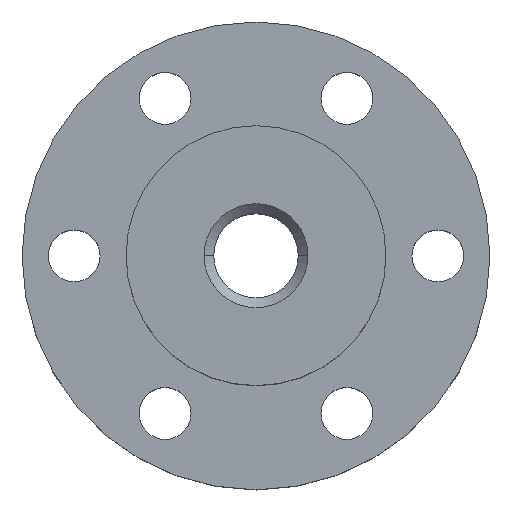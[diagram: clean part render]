
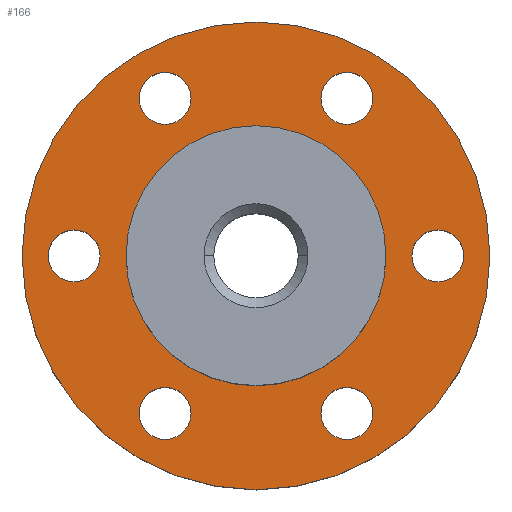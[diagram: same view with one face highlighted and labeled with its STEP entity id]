
A CAD part, top view. The second image highlights one B-rep face of the part: STEP entity #166.
In plain terms, the highlighted planar face has unit normal (0, 0, 1).
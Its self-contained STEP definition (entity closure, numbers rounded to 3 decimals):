
#152=EDGE_CURVE('',#224,#344,#424,.T.);
#166=ADVANCED_FACE('',(#439,#440,#441,#442,#443,#444,#445,#446),#447,.T.);
#168=VERTEX_POINT('',#449);
#200=EDGE_CURVE('',#400,#168,#482,.T.);
#202=VERTEX_POINT('',#484);
#206=VERTEX_POINT('',#488);
#208=EDGE_CURVE('',#206,#294,#490,.T.);
#210=VERTEX_POINT('',#492);
#224=VERTEX_POINT('',#508);
#230=EDGE_CURVE('',#248,#242,#515,.T.);
#232=EDGE_CURVE('',#278,#322,#517,.T.);
#236=EDGE_CURVE('',#344,#224,#521,.T.);
#242=VERTEX_POINT('',#528);
#248=VERTEX_POINT('',#535);
#278=VERTEX_POINT('',#570);
#280=VERTEX_POINT('',#572);
#294=VERTEX_POINT('',#588);
#302=VERTEX_POINT('',#596);
#310=EDGE_CURVE('',#280,#394,#604,.T.);
#316=EDGE_CURVE('',#394,#280,#610,.T.);
#322=VERTEX_POINT('',#617);
#324=EDGE_CURVE('',#242,#248,#619,.T.);
#326=EDGE_CURVE('',#378,#202,#621,.T.);
#344=VERTEX_POINT('',#640);
#346=EDGE_CURVE('',#168,#400,#642,.T.);
#348=EDGE_CURVE('',#210,#302,#644,.T.);
#360=EDGE_CURVE('',#294,#206,#666,.T.);
#368=EDGE_CURVE('',#202,#378,#676,.T.);
#378=VERTEX_POINT('',#688);
#390=EDGE_CURVE('',#302,#210,#702,.T.);
#392=EDGE_CURVE('',#322,#278,#704,.T.);
#394=VERTEX_POINT('',#706);
#400=VERTEX_POINT('',#712);
#424=CIRCLE('',#727,2.0);
#439=FACE_BOUND('',#744,.T.);
#440=FACE_BOUND('',#745,.T.);
#441=FACE_BOUND('',#746,.T.);
#442=FACE_BOUND('',#747,.T.);
#443=FACE_BOUND('',#748,.T.);
#444=FACE_BOUND('',#749,.T.);
#445=FACE_OUTER_BOUND('',#750,.T.);
#446=FACE_BOUND('',#751,.T.);
#447=PLANE('',#752);
#449=CARTESIAN_POINT('',(-6.0,10.392,8.0));
#482=CIRCLE('',#798,2.0);
#484=CARTESIAN_POINT('',(-6.,-10.392,8.0));
#488=CARTESIAN_POINT('',(8.0,13.856,8.0));
#490=CIRCLE('',#809,2.0);
#492=CARTESIAN_POINT('',(10.0,0.0,8.0));
#508=CARTESIAN_POINT('',(8.0,-13.856,8.0));
#515=CIRCLE('',#838,2.0);
#517=CIRCLE('',#841,2.0);
#521=CIRCLE('',#846,2.0);
#528=CARTESIAN_POINT('',(-16.0,0.0,8.0));
#535=CARTESIAN_POINT('',(-12.0,0.,8.0));
#570=CARTESIAN_POINT('',(12.0,0.,8.0));
#572=CARTESIAN_POINT('',(18.0,0.0,8.0));
#588=CARTESIAN_POINT('',(6.0,10.392,8.0));
#596=CARTESIAN_POINT('',(-10.0,0.,8.0));
#604=CIRCLE('',#952,18.0);
#610=CIRCLE('',#962,18.0);
#617=CARTESIAN_POINT('',(16.0,0.0,8.0));
#619=CIRCLE('',#974,2.0);
#621=CIRCLE('',#977,2.0);
#640=CARTESIAN_POINT('',(6.0,-10.392,8.0));
#642=CIRCLE('',#1008,2.0);
#644=CIRCLE('',#1011,10.0);
#666=CIRCLE('',#1037,2.0);
#676=CIRCLE('',#1050,2.0);
#688=CARTESIAN_POINT('',(-8.,-13.856,8.0));
#702=CIRCLE('',#1079,10.0);
#704=CIRCLE('',#1082,2.0);
#706=CARTESIAN_POINT('',(-18.0,0.,8.0));
#712=CARTESIAN_POINT('',(-8.0,13.856,8.0));
#727=AXIS2_PLACEMENT_3D('',#1105,#1106,#1107);
#744=EDGE_LOOP('',(#1122,#1123));
#745=EDGE_LOOP('',(#1124,#1125));
#746=EDGE_LOOP('',(#1126,#1127));
#747=EDGE_LOOP('',(#1128,#1129));
#748=EDGE_LOOP('',(#1130,#1131));
#749=EDGE_LOOP('',(#1132,#1133));
#750=EDGE_LOOP('',(#1134,#1135));
#751=EDGE_LOOP('',(#1136,#1137));
#752=AXIS2_PLACEMENT_3D('',#1138,#1139,#1140);
#798=AXIS2_PLACEMENT_3D('',#1169,#1170,#1171);
#809=AXIS2_PLACEMENT_3D('',#1173,#1174,#1175);
#838=AXIS2_PLACEMENT_3D('',#1209,#1210,#1211);
#841=AXIS2_PLACEMENT_3D('',#1212,#1213,#1214);
#846=AXIS2_PLACEMENT_3D('',#1215,#1216,#1217);
#952=AXIS2_PLACEMENT_3D('',#1308,#1309,#1310);
#962=AXIS2_PLACEMENT_3D('',#1315,#1316,#1317);
#974=AXIS2_PLACEMENT_3D('',#1327,#1328,#1329);
#977=AXIS2_PLACEMENT_3D('',#1330,#1331,#1332);
#1008=AXIS2_PLACEMENT_3D('',#1353,#1354,#1355);
#1011=AXIS2_PLACEMENT_3D('',#1356,#1357,#1358);
#1037=AXIS2_PLACEMENT_3D('',#1399,#1400,#1401);
#1050=AXIS2_PLACEMENT_3D('',#1419,#1420,#1421);
#1079=AXIS2_PLACEMENT_3D('',#1455,#1456,#1457);
#1082=AXIS2_PLACEMENT_3D('',#1458,#1459,#1460);
#1105=CARTESIAN_POINT('',(7.0,-12.124,8.0));
#1106=DIRECTION('',(0.0,-0.0,-1.0));
#1107=DIRECTION('',(0.5,-0.866,0.0));
#1122=ORIENTED_EDGE('',*,*,#152,.T.);
#1123=ORIENTED_EDGE('',*,*,#236,.T.);
#1124=ORIENTED_EDGE('',*,*,#326,.T.);
#1125=ORIENTED_EDGE('',*,*,#368,.T.);
#1126=ORIENTED_EDGE('',*,*,#324,.T.);
#1127=ORIENTED_EDGE('',*,*,#230,.T.);
#1128=ORIENTED_EDGE('',*,*,#200,.T.);
#1129=ORIENTED_EDGE('',*,*,#346,.T.);
#1130=ORIENTED_EDGE('',*,*,#208,.T.);
#1131=ORIENTED_EDGE('',*,*,#360,.T.);
#1132=ORIENTED_EDGE('',*,*,#392,.T.);
#1133=ORIENTED_EDGE('',*,*,#232,.T.);
#1134=ORIENTED_EDGE('',*,*,#310,.F.);
#1135=ORIENTED_EDGE('',*,*,#316,.F.);
#1136=ORIENTED_EDGE('',*,*,#348,.T.);
#1137=ORIENTED_EDGE('',*,*,#390,.T.);
#1138=CARTESIAN_POINT('',(14.0,0.0,8.0));
#1139=DIRECTION('',(0.0,0.0,1.0));
#1140=DIRECTION('',(-1.0,0.0,0.0));
#1169=CARTESIAN_POINT('',(-7.0,12.124,8.0));
#1170=DIRECTION('',(-0.0,0.0,-1.0));
#1171=DIRECTION('',(-0.5,0.866,0.0));
#1173=CARTESIAN_POINT('',(7.0,12.124,8.0));
#1174=DIRECTION('',(0.0,0.0,-1.0));
#1175=DIRECTION('',(0.5,0.866,0.0));
#1209=CARTESIAN_POINT('',(-14.0,0.0,8.0));
#1210=DIRECTION('',(-0.0,0.0,-1.0));
#1211=DIRECTION('',(-1.0,0.0,0.0));
#1212=CARTESIAN_POINT('',(14.0,0.0,8.0));
#1213=DIRECTION('',(0.0,0.0,-1.0));
#1214=DIRECTION('',(1.0,0.0,0.0));
#1215=CARTESIAN_POINT('',(7.0,-12.124,8.0));
#1216=DIRECTION('',(0.0,-0.0,-1.0));
#1217=DIRECTION('',(0.5,-0.866,0.0));
#1308=CARTESIAN_POINT('',(0.0,0.0,8.0));
#1309=DIRECTION('',(0.0,0.0,-1.0));
#1310=DIRECTION('',(1.0,0.0,0.0));
#1315=CARTESIAN_POINT('',(0.0,0.0,8.0));
#1316=DIRECTION('',(0.0,0.0,-1.0));
#1317=DIRECTION('',(1.0,0.0,0.0));
#1327=CARTESIAN_POINT('',(-14.0,0.0,8.0));
#1328=DIRECTION('',(-0.0,0.0,-1.0));
#1329=DIRECTION('',(-1.0,0.0,0.0));
#1330=CARTESIAN_POINT('',(-7.,-12.124,8.0));
#1331=DIRECTION('',(-0.0,0.0,-1.0));
#1332=DIRECTION('',(-0.5,-0.866,0.0));
#1353=CARTESIAN_POINT('',(-7.0,12.124,8.0));
#1354=DIRECTION('',(-0.0,0.0,-1.0));
#1355=DIRECTION('',(-0.5,0.866,0.0));
#1356=CARTESIAN_POINT('',(0.0,0.0,8.0));
#1357=DIRECTION('',(0.0,0.0,-1.0));
#1358=DIRECTION('',(1.0,0.0,0.0));
#1399=CARTESIAN_POINT('',(7.0,12.124,8.0));
#1400=DIRECTION('',(0.0,0.0,-1.0));
#1401=DIRECTION('',(0.5,0.866,0.0));
#1419=CARTESIAN_POINT('',(-7.,-12.124,8.0));
#1420=DIRECTION('',(-0.0,0.0,-1.0));
#1421=DIRECTION('',(-0.5,-0.866,0.0));
#1455=CARTESIAN_POINT('',(0.0,0.0,8.0));
#1456=DIRECTION('',(0.0,0.0,-1.0));
#1457=DIRECTION('',(1.0,0.0,0.0));
#1458=CARTESIAN_POINT('',(14.0,0.0,8.0));
#1459=DIRECTION('',(0.0,0.0,-1.0));
#1460=DIRECTION('',(1.0,0.0,0.0));
